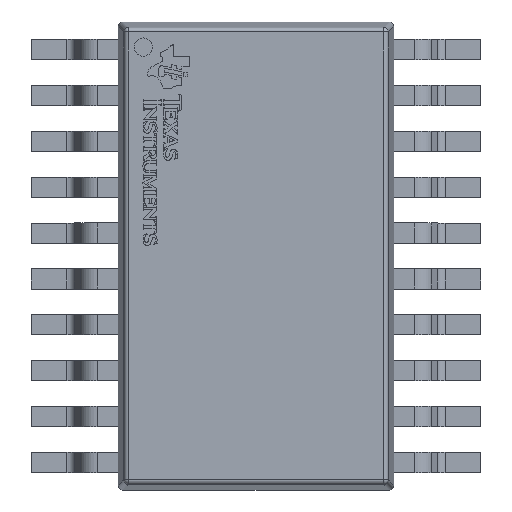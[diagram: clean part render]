
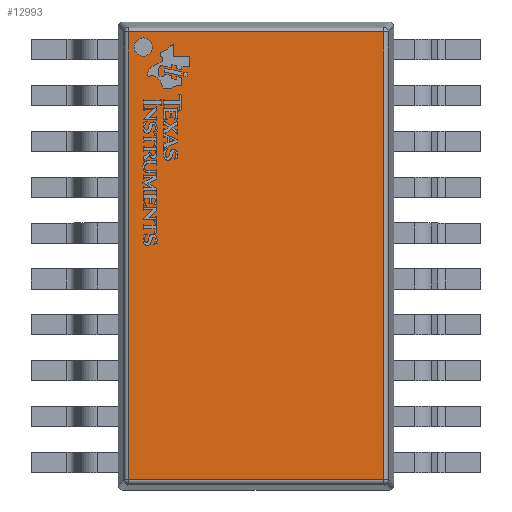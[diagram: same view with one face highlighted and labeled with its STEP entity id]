
A CAD part, top view. The second image highlights one B-rep face of the part: STEP entity #12993.
In plain terms, the highlighted planar face has unit normal (0, 0, 1).
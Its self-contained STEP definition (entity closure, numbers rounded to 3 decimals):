
#593=PLANE('',#13904);
#1285=FACE_OUTER_BOUND('',#2028,.T.);
#2028=EDGE_LOOP('',(#9082,#9083,#9084,#9085));
#2802=LINE('',#17817,#4241);
#2814=LINE('',#17843,#4253);
#2822=LINE('',#17855,#4261);
#2824=LINE('',#17858,#4263);
#4241=VECTOR('',#14767,10.);
#4253=VECTOR('',#14791,10.);
#4261=VECTOR('',#14807,10.);
#4263=VECTOR('',#14811,10.);
#5670=VERTEX_POINT('',#17735);
#5688=VERTEX_POINT('',#17786);
#5690=VERTEX_POINT('',#17795);
#5696=VERTEX_POINT('',#17809);
#7014=EDGE_CURVE('',#5696,#5688,#2802,.T.);
#7028=EDGE_CURVE('',#5690,#5696,#2814,.T.);
#7036=EDGE_CURVE('',#5670,#5690,#2822,.T.);
#7038=EDGE_CURVE('',#5688,#5670,#2824,.T.);
#9082=ORIENTED_EDGE('',*,*,#7014,.F.);
#9083=ORIENTED_EDGE('',*,*,#7028,.F.);
#9084=ORIENTED_EDGE('',*,*,#7036,.F.);
#9085=ORIENTED_EDGE('',*,*,#7038,.F.);
#12993=ADVANCED_FACE('',(#1285),#593,.T.);
#13904=AXIS2_PLACEMENT_3D('',#17880,#14843,#14844);
#14767=DIRECTION('',(0.,1.,0.));
#14791=DIRECTION('',(-1.,0.,0.));
#14807=DIRECTION('',(0.,-1.,0.));
#14811=DIRECTION('',(1.,0.,0.));
#14843=DIRECTION('center_axis',(0.,0.,1.));
#14844=DIRECTION('ref_axis',(1.,0.,0.));
#17735=CARTESIAN_POINT('',(1.39,2.44,1.1));
#17786=CARTESIAN_POINT('',(-1.39,2.44,1.1));
#17795=CARTESIAN_POINT('',(1.39,-2.44,1.1));
#17809=CARTESIAN_POINT('',(-1.39,-2.44,1.1));
#17817=CARTESIAN_POINT('',(-1.39,0.,1.1));
#17843=CARTESIAN_POINT('',(-1.125,-2.44,1.1));
#17855=CARTESIAN_POINT('',(1.39,0.,1.1));
#17858=CARTESIAN_POINT('',(-1.125,2.44,1.1));
#17880=CARTESIAN_POINT('Origin',(-1.5,0.,1.1));
